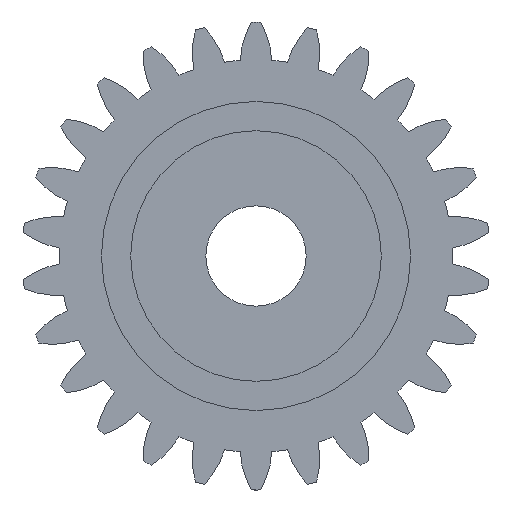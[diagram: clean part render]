
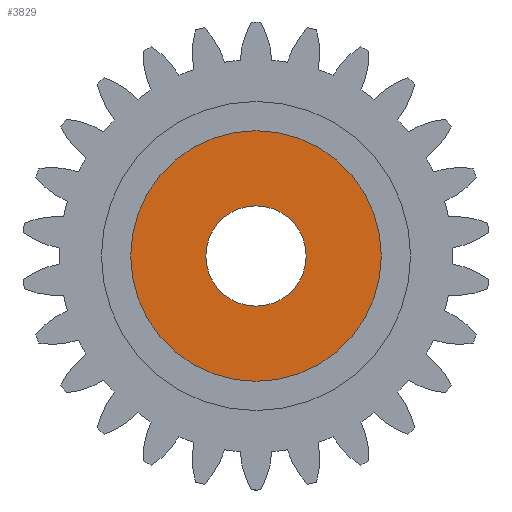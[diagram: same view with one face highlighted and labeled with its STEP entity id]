
A CAD part, left-side view. The second image highlights one B-rep face of the part: STEP entity #3829.
In plain terms, the highlighted planar face has unit normal (-1, 0, 0).
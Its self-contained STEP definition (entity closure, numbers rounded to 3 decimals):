
#14 = CARTESIAN_POINT ( 'NONE',  ( -2.7, 0., 3. ) ) ;
#59 = DIRECTION ( 'NONE',  ( 0., 1., 0. ) ) ;
#319 = EDGE_CURVE ( 'NONE', #408, #2791, #1977, .T. ) ;
#408 = VERTEX_POINT ( 'NONE', #1527 ) ;
#569 = CARTESIAN_POINT ( 'NONE',  ( -2.7, 0., -3. ) ) ;
#595 = EDGE_LOOP ( 'NONE', ( #3388, #2827 ) ) ;
#628 = DIRECTION ( 'NONE',  ( 1., 0., 0. ) ) ;
#680 = FACE_OUTER_BOUND ( 'NONE', #1679, .T. ) ;
#722 = AXIS2_PLACEMENT_3D ( 'NONE', #1042, #788, #59 ) ;
#788 = DIRECTION ( 'NONE',  ( 1., 0., 0. ) ) ;
#889 = ORIENTED_EDGE ( 'NONE', *, *, #319, .F. ) ;
#909 = DIRECTION ( 'NONE',  ( 0., 1., 0. ) ) ;
#984 = CARTESIAN_POINT ( 'NONE',  ( -2.7, 0., 0. ) ) ;
#1016 = DIRECTION ( 'NONE',  ( 1., 0., 0. ) ) ;
#1042 = CARTESIAN_POINT ( 'NONE',  ( -2.7, 7.5, -14. ) ) ;
#1195 = AXIS2_PLACEMENT_3D ( 'NONE', #4370, #1016, #2031 ) ;
#1527 = CARTESIAN_POINT ( 'NONE',  ( -2.7, 0., 7.5 ) ) ;
#1538 = AXIS2_PLACEMENT_3D ( 'NONE', #984, #628, #909 ) ;
#1583 = VERTEX_POINT ( 'NONE', #569 ) ;
#1667 = CARTESIAN_POINT ( 'NONE',  ( -2.7, 0., -7.5 ) ) ;
#1679 = EDGE_LOOP ( 'NONE', ( #2034, #889 ) ) ;
#1703 = EDGE_CURVE ( 'NONE', #2791, #408, #3391, .T. ) ;
#1790 = DIRECTION ( 'NONE',  ( 1., 0., 0. ) ) ;
#1977 = CIRCLE ( 'NONE', #3195, 7.5 ) ;
#2031 = DIRECTION ( 'NONE',  ( 0., 1., 0. ) ) ;
#2034 = ORIENTED_EDGE ( 'NONE', *, *, #1703, .F. ) ;
#2100 = CARTESIAN_POINT ( 'NONE',  ( -2.7, 0., 0. ) ) ;
#2274 = CIRCLE ( 'NONE', #3215, 3. ) ;
#2319 = CIRCLE ( 'NONE', #1195, 3. ) ;
#2481 = CARTESIAN_POINT ( 'NONE',  ( -2.7, 0., 0. ) ) ;
#2791 = VERTEX_POINT ( 'NONE', #1667 ) ;
#2809 = DIRECTION ( 'NONE',  ( 0., 1., 0. ) ) ;
#2827 = ORIENTED_EDGE ( 'NONE', *, *, #3313, .T. ) ;
#3057 = VERTEX_POINT ( 'NONE', #14 ) ;
#3065 = PLANE ( 'NONE',  #722 ) ;
#3153 = EDGE_CURVE ( 'NONE', #3057, #1583, #2319, .T. ) ;
#3186 = DIRECTION ( 'NONE',  ( 0., 1., 0. ) ) ;
#3195 = AXIS2_PLACEMENT_3D ( 'NONE', #2481, #4268, #3186 ) ;
#3215 = AXIS2_PLACEMENT_3D ( 'NONE', #2100, #1790, #2809 ) ;
#3313 = EDGE_CURVE ( 'NONE', #1583, #3057, #2274, .T. ) ;
#3388 = ORIENTED_EDGE ( 'NONE', *, *, #3153, .T. ) ;
#3391 = CIRCLE ( 'NONE', #1538, 7.5 ) ;
#3403 = FACE_BOUND ( 'NONE', #595, .T. ) ;
#3829 = ADVANCED_FACE ( 'NONE', ( #3403, #680 ), #3065, .F. ) ;
#4268 = DIRECTION ( 'NONE',  ( 1., 0., 0. ) ) ;
#4370 = CARTESIAN_POINT ( 'NONE',  ( -2.7, 0., 0. ) ) ;
